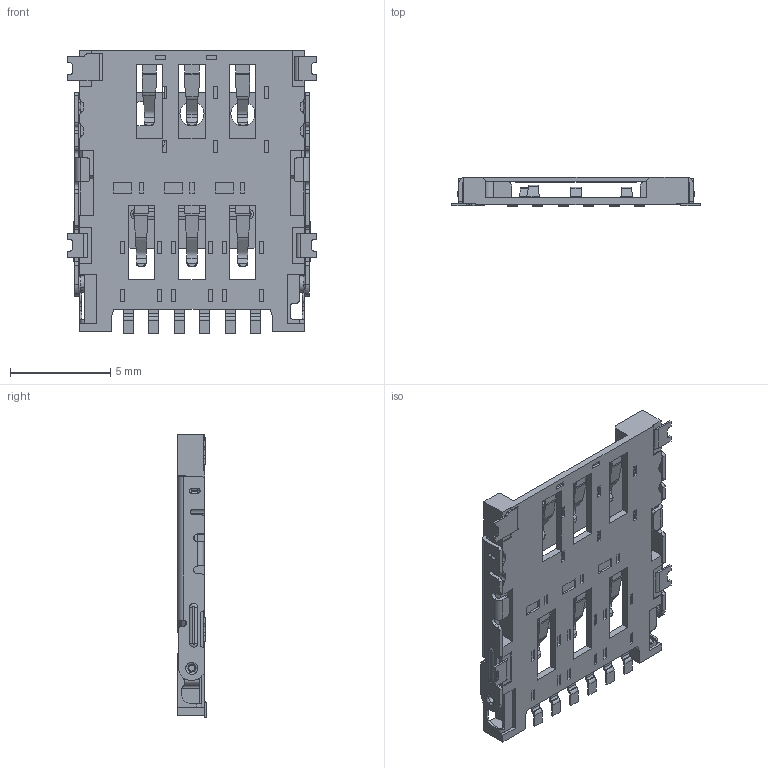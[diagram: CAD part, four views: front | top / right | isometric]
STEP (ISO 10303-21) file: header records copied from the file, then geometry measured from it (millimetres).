
FILE_DESCRIPTION(('STEP AP242'),'1');
FILE_NAME('sim8060-6-0-14-00-a.stp','2024-02-28T07:14:22',('TraceParts'),('TraceParts S.A.'),'Spatial InterOp 3D',' ',' ');
FILE_SCHEMA(('AP242_MANAGED_MODEL_BASED_3D_ENGINEERING_MIM_LF {1 0 10303 442 1 1 4}'));
Length unit declared in the file: millimetre
Products named in the file (1): sim8060-6-0-14-00-a_1
Bounding box: 12.4 x 1.43 x 14.1 mm (x, y, z)
Volume: 79.1 mm3; surface area: 623.5 mm2
Topology: 2 solids, 2 shells, 1119 faces, 3006 edges, 1949 vertices
Faces by surface type: plane 792, cylinder 224, bspline 85, cone 18
Entity records: 41348 total; most frequent: CARTESIAN_POINT 10475, ORIENTED_EDGE 5962, DIRECTION 5333, EDGE_CURVE 2981, LINE 2309, VECTOR 2309, VERTEX_POINT 1949, AXIS2_PLACEMENT_3D 1512
